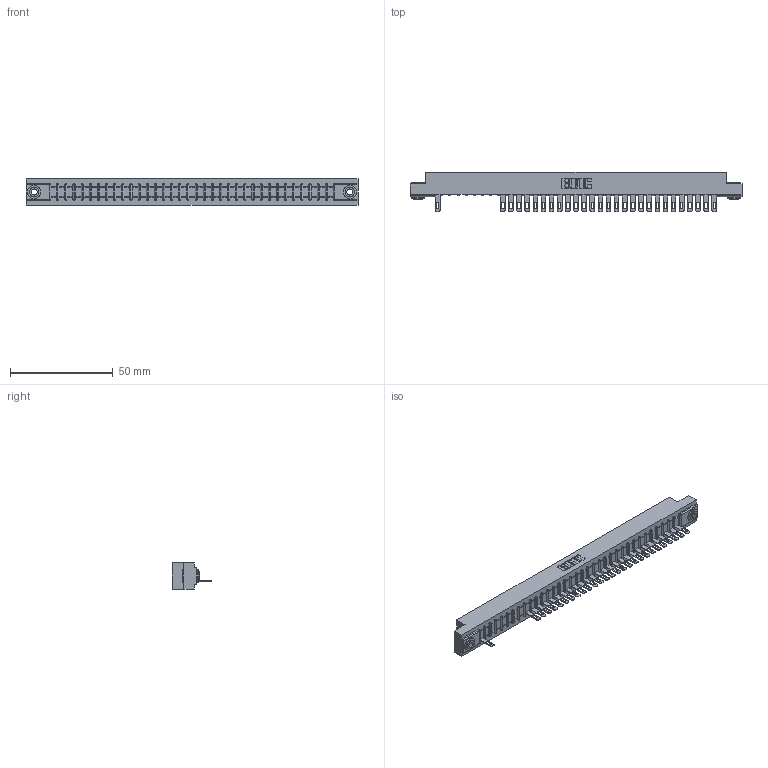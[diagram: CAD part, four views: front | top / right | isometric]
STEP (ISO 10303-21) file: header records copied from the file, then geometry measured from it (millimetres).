
FILE_DESCRIPTION (( 'STEP AP203' ), '1' );
FILE_NAME ('307-035-505-103.STEP', '2018-08-05T06:50:55', ( '' ), ( '' ), 'SwSTEP 2.0', 'SolidWorks 2016', '' );
FILE_SCHEMA (( 'CONFIG_CONTROL_DESIGN' ));
Length unit declared in the file: inch
Products named in the file (4): 345-250-002_345-250-002-102; 307-035-505-103; 307 Part_.156 Dia Mounting Holes; 307-290-001_505
Assembly tree (31 placements, depth 2):
  307-035-505-103
    307 Part_.156 Dia Mounting Holes
    307-290-001_505  x28
    345-250-002_345-250-002-102  x2
Bounding box: 161.7 x 19.18 x 12.7 mm (x, y, z)
Volume: 16683.9 mm3; surface area: 17406.6 mm2
Topology: 31 solids, 31 shells, 1914 faces, 5419 edges, 3474 vertices
Faces by surface type: plane 1186, cylinder 648, sphere 72, cone 8
Entity records: 31683 total; most frequent: CARTESIAN_POINT 5342, ORIENTED_EDGE 5326, DIRECTION 5209, EDGE_CURVE 2663, VECTOR 2031, LINE 2031, VERTEX_POINT 1722, AXIS2_PLACEMENT_3D 1589
